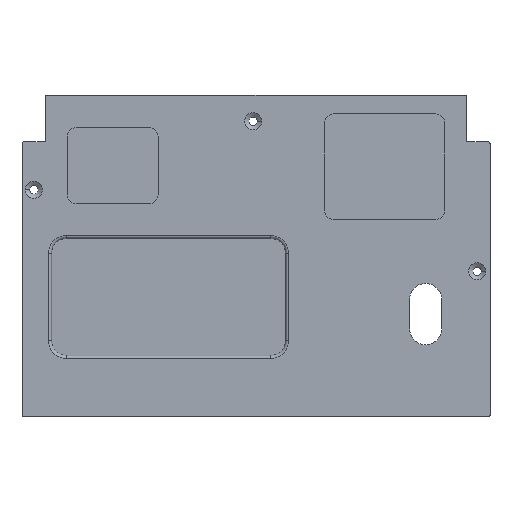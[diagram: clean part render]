
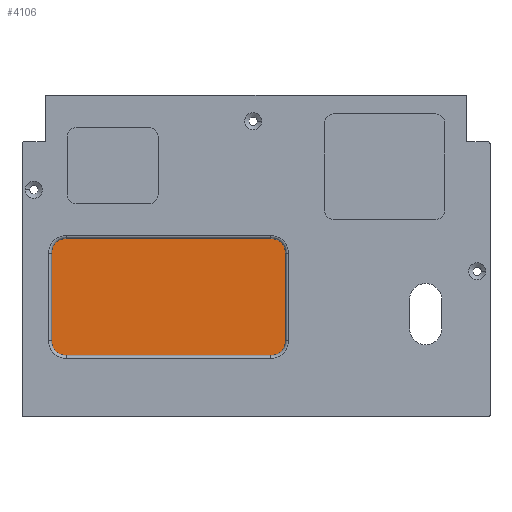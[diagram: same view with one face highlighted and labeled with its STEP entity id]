
A CAD part, front view. The second image highlights one B-rep face of the part: STEP entity #4106.
In plain terms, the highlighted planar face has unit normal (0, -1, 0).
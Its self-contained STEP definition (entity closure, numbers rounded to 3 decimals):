
#1306=DIRECTION('',(0.,0.,-1.));
#1307=VECTOR('',#1306,30.);
#1308=CARTESIAN_POINT('',(-69.91,6.4,31.));
#1309=LINE('',#1308,#1307);
#1328=CARTESIAN_POINT('',(-64.91,6.4,31.));
#1329=DIRECTION('',(0.,-1.,0.));
#1330=DIRECTION('',(0.,0.,1.));
#1331=AXIS2_PLACEMENT_3D('',#1328,#1329,#1330);
#1357=DIRECTION('',(-1.,0.,0.));
#1358=VECTOR('',#1357,70.);
#1359=CARTESIAN_POINT('',(5.09,6.4,36.));
#1360=LINE('',#1359,#1358);
#1379=CARTESIAN_POINT('',(5.09,6.4,31.));
#1380=DIRECTION('',(0.,-1.,0.));
#1381=DIRECTION('',(1.,0.,0.));
#1382=AXIS2_PLACEMENT_3D('',#1379,#1380,#1381);
#1394=DIRECTION('',(0.,0.,1.));
#1395=VECTOR('',#1394,30.);
#1396=CARTESIAN_POINT('',(10.09,6.4,1.));
#1397=LINE('',#1396,#1395);
#1416=CARTESIAN_POINT('',(5.09,6.4,1.));
#1417=DIRECTION('',(0.,-1.,0.));
#1418=DIRECTION('',(0.,0.,-1.));
#1419=AXIS2_PLACEMENT_3D('',#1416,#1417,#1418);
#1438=DIRECTION('',(1.,0.,0.));
#1439=VECTOR('',#1438,70.);
#1440=CARTESIAN_POINT('',(-64.91,6.4,-4.));
#1441=LINE('',#1440,#1439);
#1460=CARTESIAN_POINT('',(-64.91,6.4,1.));
#1461=DIRECTION('',(0.,-1.,0.));
#1462=DIRECTION('',(-1.,0.,0.));
#1463=AXIS2_PLACEMENT_3D('',#1460,#1461,#1462);
#2803=CARTESIAN_POINT('',(-69.91,6.4,31.));
#2804=CARTESIAN_POINT('',(-69.91,6.4,1.));
#2805=VERTEX_POINT('',#2803);
#2806=VERTEX_POINT('',#2804);
#2807=CARTESIAN_POINT('',(-64.91,6.4,-4.));
#2808=CARTESIAN_POINT('',(5.09,6.4,-4.));
#2809=VERTEX_POINT('',#2807);
#2810=VERTEX_POINT('',#2808);
#2811=CARTESIAN_POINT('',(10.09,6.4,1.));
#2812=CARTESIAN_POINT('',(10.09,6.4,31.));
#2813=VERTEX_POINT('',#2811);
#2814=VERTEX_POINT('',#2812);
#2815=CARTESIAN_POINT('',(5.09,6.4,36.));
#2816=CARTESIAN_POINT('',(-64.91,6.4,36.));
#2817=VERTEX_POINT('',#2815);
#2818=VERTEX_POINT('',#2816);
#4091=CARTESIAN_POINT('',(0.,6.4,0.));
#4092=DIRECTION('',(0.,1.,0.));
#4093=DIRECTION('',(-1.,0.,0.));
#4094=AXIS2_PLACEMENT_3D('',#4091,#4092,#4093);
#4095=PLANE('',#4094);
#4096=ORIENTED_EDGE('',*,*,#3987,.F.);
#4097=ORIENTED_EDGE('',*,*,#4002,.F.);
#4098=ORIENTED_EDGE('',*,*,#4016,.F.);
#4099=ORIENTED_EDGE('',*,*,#4030,.F.);
#4100=ORIENTED_EDGE('',*,*,#4044,.F.);
#4101=ORIENTED_EDGE('',*,*,#4058,.F.);
#4102=ORIENTED_EDGE('',*,*,#4072,.F.);
#4103=ORIENTED_EDGE('',*,*,#4085,.F.);
#4104=EDGE_LOOP('',(#4096,#4097,#4098,#4099,#4100,#4101,#4102,#4103));
#4105=FACE_OUTER_BOUND('',#4104,.F.);
#1332=CIRCLE('',#1331,5.);
#1383=CIRCLE('',#1382,5.);
#1420=CIRCLE('',#1419,5.);
#1464=CIRCLE('',#1463,5.);
#3987=EDGE_CURVE('',#2805,#2806,#1309,.T.);
#4002=EDGE_CURVE('',#2818,#2805,#1332,.T.);
#4016=EDGE_CURVE('',#2817,#2818,#1360,.T.);
#4030=EDGE_CURVE('',#2814,#2817,#1383,.T.);
#4044=EDGE_CURVE('',#2813,#2814,#1397,.T.);
#4058=EDGE_CURVE('',#2810,#2813,#1420,.T.);
#4072=EDGE_CURVE('',#2809,#2810,#1441,.T.);
#4085=EDGE_CURVE('',#2806,#2809,#1464,.T.);
#4106=ADVANCED_FACE('',(#4105),#4095,.F.);
